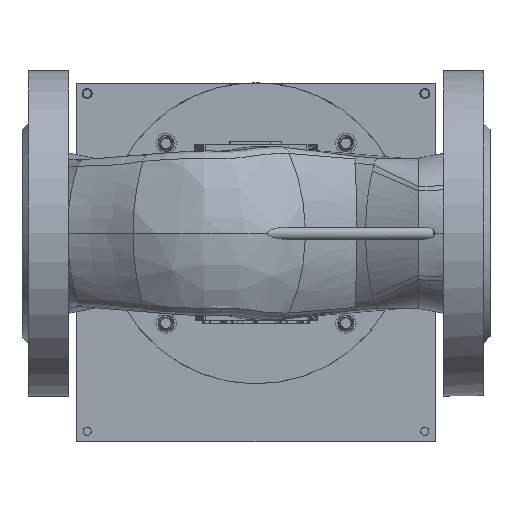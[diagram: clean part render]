
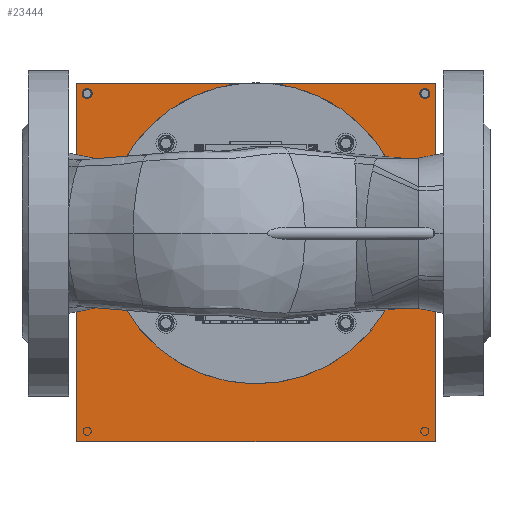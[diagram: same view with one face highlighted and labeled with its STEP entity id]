
A CAD part, front view. The second image highlights one B-rep face of the part: STEP entity #23444.
In plain terms, the highlighted planar face has unit normal (0, -1, 0).
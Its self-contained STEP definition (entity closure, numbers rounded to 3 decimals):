
#2063=FACE_OUTER_BOUND('',#3373,.T.);
#3373=EDGE_LOOP('',(#15942,#15943,#15944,#15945));
#4789=LINE('',#71349,#7055);
#4800=LINE('',#71371,#7066);
#4815=LINE('',#71400,#7081);
#4816=LINE('',#71402,#7082);
#7055=VECTOR('',#27099,1.);
#7066=VECTOR('',#27118,1.);
#7081=VECTOR('',#27147,1.);
#7082=VECTOR('',#27150,1.);
#9356=VERTEX_POINT('',#71346);
#9357=VERTEX_POINT('',#71348);
#9363=VERTEX_POINT('',#71368);
#9364=VERTEX_POINT('',#71370);
#11911=EDGE_CURVE('',#9356,#9357,#4789,.T.);
#11922=EDGE_CURVE('',#9363,#9364,#4800,.T.);
#11937=EDGE_CURVE('',#9356,#9364,#4815,.T.);
#11938=EDGE_CURVE('',#9357,#9363,#4816,.T.);
#15942=ORIENTED_EDGE('',*,*,#11911,.F.);
#15943=ORIENTED_EDGE('',*,*,#11937,.T.);
#15944=ORIENTED_EDGE('',*,*,#11922,.F.);
#15945=ORIENTED_EDGE('',*,*,#11938,.F.);
#22481=PLANE('',#24848);
#23444=ADVANCED_FACE('',(#2063),#22481,.T.);
#24848=AXIS2_PLACEMENT_3D('',#71401,#27148,#27149);
#27099=DIRECTION('',(1.,0.,0.));
#27118=DIRECTION('',(-1.,0.,0.));
#27147=DIRECTION('',(0.,0.,-1.));
#27148=DIRECTION('center_axis',(0.,-1.,0.));
#27149=DIRECTION('ref_axis',(-1.,0.,0.));
#27150=DIRECTION('',(0.,0.,-1.));
#71346=CARTESIAN_POINT('',(5965.477,6306.582,73.641));
#71348=CARTESIAN_POINT('',(6141.477,6306.582,73.641));
#71349=CARTESIAN_POINT('',(5965.477,6306.582,73.641));
#71368=CARTESIAN_POINT('',(6141.477,6306.582,-102.359));
#71370=CARTESIAN_POINT('',(5965.477,6306.582,-102.359));
#71371=CARTESIAN_POINT('',(5965.477,6306.582,-102.359));
#71400=CARTESIAN_POINT('',(5965.477,6306.582,73.641));
#71401=CARTESIAN_POINT('Origin',(6141.477,6306.582,73.641));
#71402=CARTESIAN_POINT('',(6141.477,6306.582,73.641));
